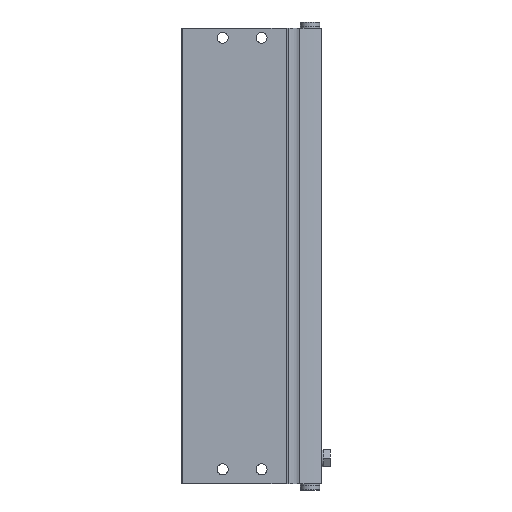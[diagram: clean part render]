
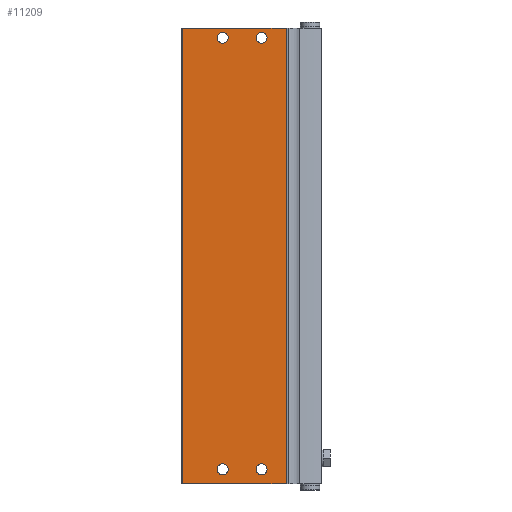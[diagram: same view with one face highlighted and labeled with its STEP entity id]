
A CAD part, front view. The second image highlights one B-rep face of the part: STEP entity #11209.
In plain terms, the highlighted planar face has unit normal (0, -1, 0).
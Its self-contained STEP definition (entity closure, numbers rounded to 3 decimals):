
#418=LINE('',#19405,#1033);
#419=LINE('',#19415,#1034);
#420=LINE('',#19417,#1035);
#421=LINE('',#19419,#1036);
#1033=VECTOR('',#14111,1000.);
#1034=VECTOR('',#14122,1000.);
#1035=VECTOR('',#14123,1000.);
#1036=VECTOR('',#14124,1000.);
#1612=PLANE('',#12488);
#1959=CIRCLE('',#12489,2.25);
#1960=CIRCLE('',#12490,2.25);
#1961=CIRCLE('',#12491,2.25);
#1962=CIRCLE('',#12492,2.25);
#2861=ORIENTED_EDGE('',*,*,#5602,.F.);
#2862=ORIENTED_EDGE('',*,*,#5603,.F.);
#2863=ORIENTED_EDGE('',*,*,#5604,.F.);
#2864=ORIENTED_EDGE('',*,*,#5605,.F.);
#2865=ORIENTED_EDGE('',*,*,#5606,.F.);
#2866=ORIENTED_EDGE('',*,*,#5601,.F.);
#2867=ORIENTED_EDGE('',*,*,#5607,.T.);
#2868=ORIENTED_EDGE('',*,*,#5608,.T.);
#5601=EDGE_CURVE('',#6956,#6955,#418,.T.);
#5602=EDGE_CURVE('',#6957,#6957,#1959,.T.);
#5603=EDGE_CURVE('',#6958,#6958,#1960,.T.);
#5604=EDGE_CURVE('',#6959,#6959,#1961,.T.);
#5605=EDGE_CURVE('',#6960,#6960,#1962,.T.);
#5606=EDGE_CURVE('',#6955,#6961,#419,.T.);
#5607=EDGE_CURVE('',#6956,#6962,#420,.T.);
#5608=EDGE_CURVE('',#6962,#6961,#421,.T.);
#6955=VERTEX_POINT('',#19402);
#6956=VERTEX_POINT('',#19404);
#6957=VERTEX_POINT('',#19408);
#6958=VERTEX_POINT('',#19410);
#6959=VERTEX_POINT('',#19412);
#6960=VERTEX_POINT('',#19414);
#6961=VERTEX_POINT('',#19416);
#6962=VERTEX_POINT('',#19418);
#8230=EDGE_LOOP('',(#2861));
#8231=EDGE_LOOP('',(#2862));
#8232=EDGE_LOOP('',(#2863));
#8233=EDGE_LOOP('',(#2864));
#8234=EDGE_LOOP('',(#2865,#2866,#2867,#2868));
#9609=FACE_BOUND('',#8230,.T.);
#9610=FACE_BOUND('',#8231,.T.);
#9611=FACE_BOUND('',#8232,.T.);
#9612=FACE_BOUND('',#8233,.T.);
#9613=FACE_BOUND('',#8234,.T.);
#11209=ADVANCED_FACE('',(#9609,#9610,#9611,#9612,#9613),#1612,.T.);
#12488=AXIS2_PLACEMENT_3D('',#19406,#14112,#14113);
#12489=AXIS2_PLACEMENT_3D('',#19407,#14114,#14115);
#12490=AXIS2_PLACEMENT_3D('',#19409,#14116,#14117);
#12491=AXIS2_PLACEMENT_3D('',#19411,#14118,#14119);
#12492=AXIS2_PLACEMENT_3D('',#19413,#14120,#14121);
#14111=DIRECTION('',(0.,0.,1.));
#14112=DIRECTION('',(0.,-1.,0.));
#14113=DIRECTION('',(0.,0.,-1.));
#14114=DIRECTION('',(0.,-1.,0.));
#14115=DIRECTION('',(0.,0.,-1.));
#14116=DIRECTION('',(0.,-1.,0.));
#14117=DIRECTION('',(0.,0.,-1.));
#14118=DIRECTION('',(0.,-1.,0.));
#14119=DIRECTION('',(0.,0.,-1.));
#14120=DIRECTION('',(0.,-1.,0.));
#14121=DIRECTION('',(0.,0.,-1.));
#14122=DIRECTION('',(1.,0.,0.));
#14123=DIRECTION('',(1.,0.,0.));
#14124=DIRECTION('',(0.,0.,1.));
#19402=CARTESIAN_POINT('',(-18.069,0.,0.));
#19404=CARTESIAN_POINT('',(-18.069,0.,-187.5));
#19405=CARTESIAN_POINT('',(-18.069,0.,-187.5));
#19406=CARTESIAN_POINT('',(-18.069,0.,-187.5));
#19407=CARTESIAN_POINT('',(-8.,0.,-6.));
#19408=CARTESIAN_POINT('',(-8.,0.,-8.25));
#19409=CARTESIAN_POINT('',(-8.,0.,-183.5));
#19410=CARTESIAN_POINT('',(-8.,0.,-185.75));
#19411=CARTESIAN_POINT('',(8.,0.,-183.5));
#19412=CARTESIAN_POINT('',(8.,0.,-185.75));
#19413=CARTESIAN_POINT('',(8.,0.,-6.));
#19414=CARTESIAN_POINT('',(8.,0.,-8.25));
#19415=CARTESIAN_POINT('',(-18.069,0.,0.));
#19416=CARTESIAN_POINT('',(24.5,0.,0.));
#19417=CARTESIAN_POINT('',(-18.069,0.,-187.5));
#19418=CARTESIAN_POINT('',(24.5,0.,-187.5));
#19419=CARTESIAN_POINT('',(24.5,0.,-187.5));
